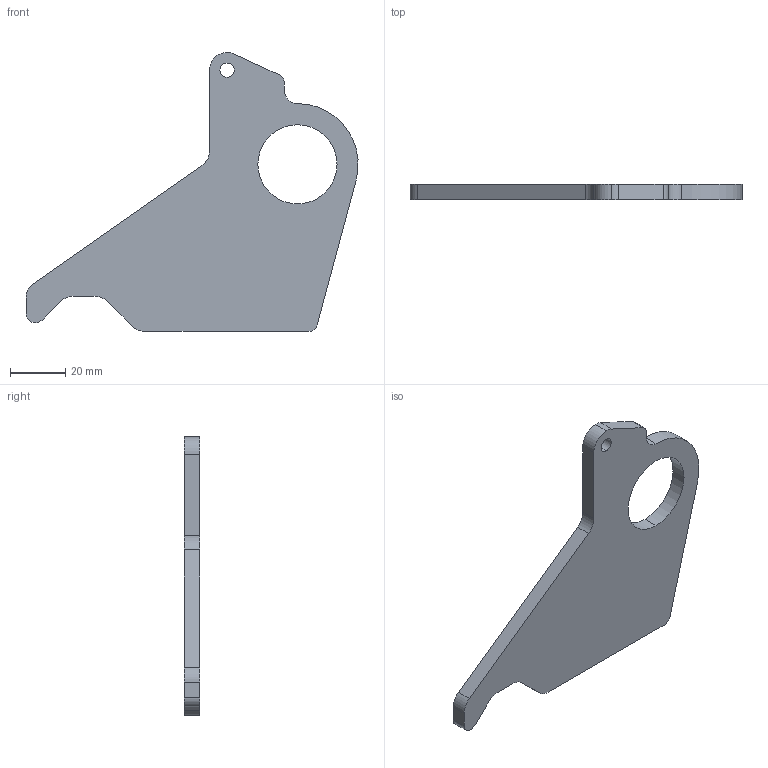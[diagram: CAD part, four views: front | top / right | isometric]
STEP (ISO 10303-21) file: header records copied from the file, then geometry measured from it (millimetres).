
FILE_DESCRIPTION (( 'STEP AP214' ), '1' );
FILE_NAME ('am-5609_barb Everybot 2025 Barb Plate.STEP', '2025-01-15T17:36:19', ( '' ), ( '' ), 'SwSTEP 2.0', 'SolidWorks 2024', '' );
FILE_SCHEMA (( 'AUTOMOTIVE_DESIGN' ));
Length unit declared in the file: inch
Products named in the file (1): am-5609_barb Everybot 2025 Barb Plate
Bounding box: 119.8 x 5.59 x 100.66 mm (x, y, z)
Volume: 32525.9 mm3; surface area: 14334.9 mm2
Topology: 1 solids, 1 shells, 30 faces, 84 edges, 56 vertices
Faces by surface type: cylinder 17, plane 13
Entity records: 1017 total; most frequent: DIRECTION 180, CARTESIAN_POINT 171, ORIENTED_EDGE 168, EDGE_CURVE 84, AXIS2_PLACEMENT_3D 65, VERTEX_POINT 56, LINE 50, VECTOR 50
